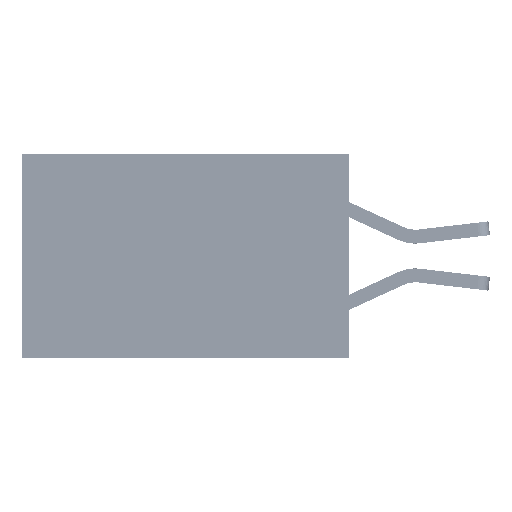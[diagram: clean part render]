
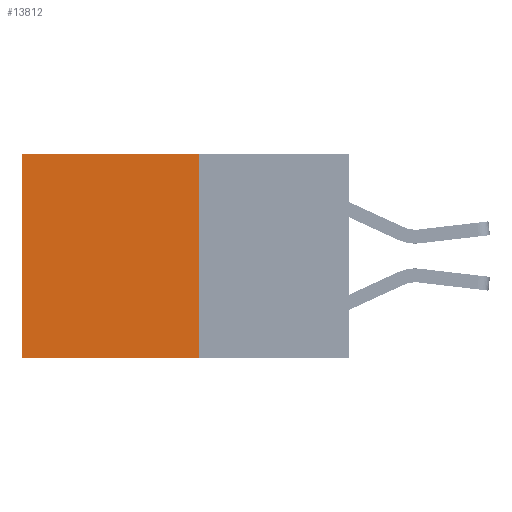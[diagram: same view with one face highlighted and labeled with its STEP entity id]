
A CAD part, left-side view. The second image highlights one B-rep face of the part: STEP entity #13812.
In plain terms, the highlighted planar face has unit normal (-1, 0, 0).
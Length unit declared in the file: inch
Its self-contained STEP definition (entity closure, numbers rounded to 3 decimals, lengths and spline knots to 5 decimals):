
#753 = VECTOR ( 'NONE', #21060, 39.37008 ) ;
#804 = CARTESIAN_POINT ( 'NONE',  ( 0.277, 0.27, 0. ) ) ;
#1040 = VERTEX_POINT ( 'NONE', #20113 ) ;
#2074 = EDGE_CURVE ( 'NONE', #22042, #8066, #11697, .T. ) ;
#2332 = DIRECTION ( 'NONE',  ( 0., 1., 0. ) ) ;
#3891 = VECTOR ( 'NONE', #2332, 39.37008 ) ;
#4724 = CARTESIAN_POINT ( 'NONE',  ( 0.277, 0.27, -0.37 ) ) ;
#5258 = CARTESIAN_POINT ( 'NONE',  ( 0.277, 0.59, 0. ) ) ;
#5619 = CARTESIAN_POINT ( 'NONE',  ( 0.277, 0.27, 0. ) ) ;
#6740 = EDGE_CURVE ( 'NONE', #8066, #15235, #29938, .T. ) ;
#6998 = ORIENTED_EDGE ( 'NONE', *, *, #23834, .F. ) ;
#7405 = DIRECTION ( 'NONE',  ( 0., 0., -1. ) ) ;
#7985 = LINE ( 'NONE', #12513, #14059 ) ;
#8066 = VERTEX_POINT ( 'NONE', #5258 ) ;
#8684 = LINE ( 'NONE', #18469, #753 ) ;
#9492 = ORIENTED_EDGE ( 'NONE', *, *, #2074, .T. ) ;
#11697 = LINE ( 'NONE', #804, #3891 ) ;
#12513 = CARTESIAN_POINT ( 'NONE',  ( 0.277, 0.27, -0.37 ) ) ;
#13812 = ADVANCED_FACE ( 'NONE', ( #28606 ), #15072, .F. ) ;
#14059 = VECTOR ( 'NONE', #15073, 39.37008 ) ;
#15072 = PLANE ( 'NONE',  #20541 ) ;
#15073 = DIRECTION ( 'NONE',  ( 0., 0., -1. ) ) ;
#15235 = VERTEX_POINT ( 'NONE', #19043 ) ;
#15522 = DIRECTION ( 'NONE',  ( 0., 0., -1. ) ) ;
#16227 = VECTOR ( 'NONE', #15522, 39.37008 ) ;
#16894 = ORIENTED_EDGE ( 'NONE', *, *, #6740, .T. ) ;
#18469 = CARTESIAN_POINT ( 'NONE',  ( 0.277, 0.27, -0.37 ) ) ;
#19043 = CARTESIAN_POINT ( 'NONE',  ( 0.277, 0.59, -0.37 ) ) ;
#20113 = CARTESIAN_POINT ( 'NONE',  ( 0.277, 0.27, -0.37 ) ) ;
#20541 = AXIS2_PLACEMENT_3D ( 'NONE', #4724, #22789, #7405 ) ;
#21060 = DIRECTION ( 'NONE',  ( 0., 1., 0. ) ) ;
#22042 = VERTEX_POINT ( 'NONE', #5619 ) ;
#22789 = DIRECTION ( 'NONE',  ( 1., 0., 0. ) ) ;
#23379 = ORIENTED_EDGE ( 'NONE', *, *, #27539, .F. ) ;
#23834 = EDGE_CURVE ( 'NONE', #1040, #15235, #8684, .T. ) ;
#26131 = EDGE_LOOP ( 'NONE', ( #16894, #6998, #23379, #9492 ) ) ;
#27539 = EDGE_CURVE ( 'NONE', #22042, #1040, #7985, .T. ) ;
#28606 = FACE_OUTER_BOUND ( 'NONE', #26131, .T. ) ;
#29938 = LINE ( 'NONE', #30928, #16227 ) ;
#30928 = CARTESIAN_POINT ( 'NONE',  ( 0.277, 0.59, -0.37 ) ) ;
